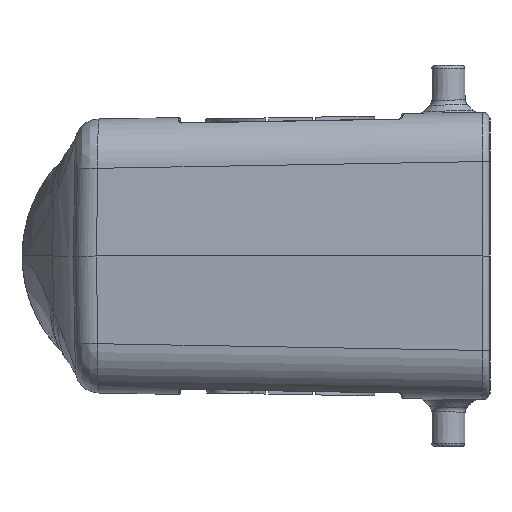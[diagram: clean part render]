
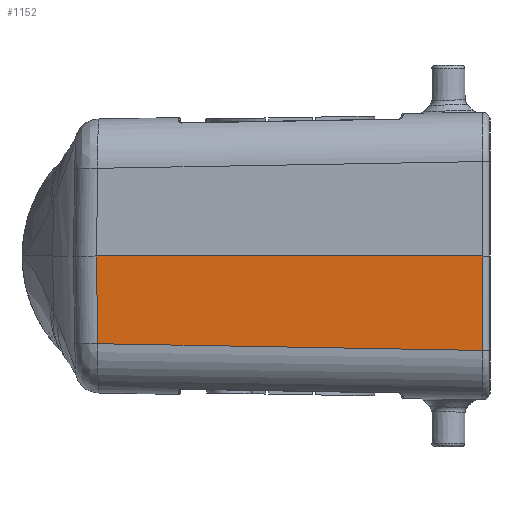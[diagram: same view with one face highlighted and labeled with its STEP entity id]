
A CAD part, left-side view. The second image highlights one B-rep face of the part: STEP entity #1152.
In plain terms, the highlighted planar face has unit normal (-1, 0.018, -0.017).
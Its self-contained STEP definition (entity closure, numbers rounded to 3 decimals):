
#661=FACE_OUTER_BOUND('',#2484,.T.);
#1152=ADVANCED_FACE('NONE',(#661),#1542,.T.);
#1542=PLANE('',#9117);
#2484=EDGE_LOOP('',(#4448,#4449,#4450,#4451));
#4448=ORIENTED_EDGE('',*,*,#6886,.T.);
#4449=ORIENTED_EDGE('',*,*,#6991,.T.);
#4450=ORIENTED_EDGE('',*,*,#6999,.F.);
#4451=ORIENTED_EDGE('',*,*,#7000,.F.);
#5848=VERTEX_POINT('',#16049);
#5853=VERTEX_POINT('',#16187);
#5928=VERTEX_POINT('',#17543);
#5934=VERTEX_POINT('',#17570);
#6886=EDGE_CURVE('NONE',#5853,#5848,#7838,.T.);
#6991=EDGE_CURVE('NONE',#5848,#5928,#7860,.T.);
#6999=EDGE_CURVE('NONE',#5934,#5928,#7861,.T.);
#7000=EDGE_CURVE('NONE',#5853,#5934,#7862,.T.);
#7838=LINE('',#16188,#8526);
#7860=LINE('',#17544,#8548);
#7861=LINE('',#17569,#8549);
#7862=LINE('',#17571,#8550);
#8526=VECTOR('',#10546,1.);
#8548=VECTOR('',#10700,1.);
#8549=VECTOR('',#10715,1.);
#8550=VECTOR('',#10716,1.);
#9117=AXIS2_PLACEMENT_3D('',#17572,#10717,#10718);
#10546=DIRECTION('',(0.017,-0.017,-1.));
#10700=DIRECTION('',(-0.017,-1.,-0.017));
#10715=DIRECTION('',(0.017,0.,-1.));
#10716=DIRECTION('',(-0.017,-1.,0.));
#10717=DIRECTION('',(-1.,0.017,-0.017));
#10718=DIRECTION('',(-0.017,-1.,0.));
#16049=CARTESIAN_POINT('',(-58.753,128.333,-13.114));
#16187=CARTESIAN_POINT('',(-58.978,128.562,0.));
#16188=CARTESIAN_POINT('',(-59.009,128.594,1.83));
#17543=CARTESIAN_POINT('',(-59.739,70.817,-14.118));
#17544=CARTESIAN_POINT('',(-59.748,70.291,-14.127));
#17569=CARTESIAN_POINT('',(-59.739,70.817,-14.14));
#17570=CARTESIAN_POINT('',(-59.986,70.818,0.));
#17571=CARTESIAN_POINT('',(-60.,70.007,0.));
#17572=CARTESIAN_POINT('',(-60.049,70.,2.835));
